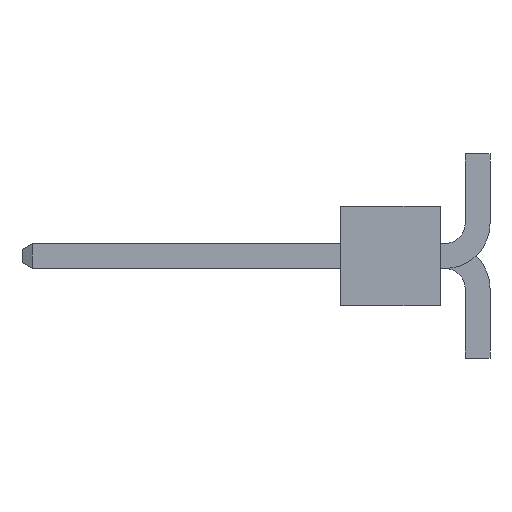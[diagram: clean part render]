
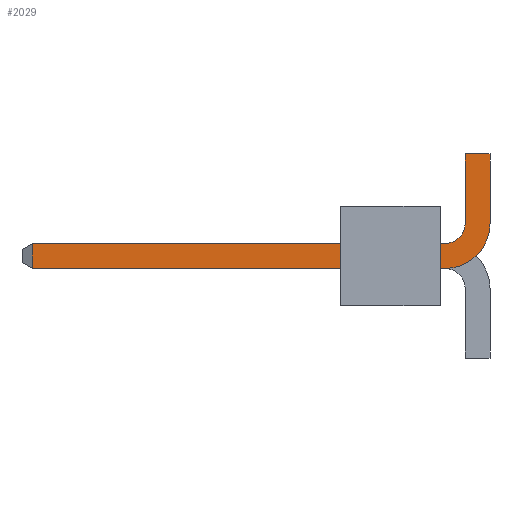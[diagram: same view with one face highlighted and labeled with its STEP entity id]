
A CAD part, left-side view. The second image highlights one B-rep face of the part: STEP entity #2029.
In plain terms, the highlighted planar face has unit normal (-1, 0, 0).
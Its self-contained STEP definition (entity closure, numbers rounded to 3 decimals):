
#14 = VERTEX_POINT ( 'NONE', #4205 ) ;
#15 = LINE ( 'NONE', #1629, #865 ) ;
#58 = CARTESIAN_POINT ( 'NONE',  ( -5.397, 1.143, -0.318 ) ) ;
#94 = CARTESIAN_POINT ( 'NONE',  ( -5.397, 2.667, -0.318 ) ) ;
#155 = ORIENTED_EDGE ( 'NONE', *, *, #1169, .F. ) ;
#205 = EDGE_CURVE ( 'NONE', #656, #517, #4408, .T. ) ;
#233 = LINE ( 'NONE', #3429, #1031 ) ;
#311 = ORIENTED_EDGE ( 'NONE', *, *, #2894, .T. ) ;
#331 = VERTEX_POINT ( 'NONE', #2135 ) ;
#350 = VECTOR ( 'NONE', #796, 1000. ) ;
#414 = VECTOR ( 'NONE', #3003, 1000. ) ;
#427 = CARTESIAN_POINT ( 'NONE',  ( -5.397, 0.635, 2.603 ) ) ;
#441 = VERTEX_POINT ( 'NONE', #4012 ) ;
#465 = LINE ( 'NONE', #1920, #4055 ) ;
#497 = VERTEX_POINT ( 'NONE', #2602 ) ;
#508 = CARTESIAN_POINT ( 'NONE',  ( -5.397, 11.678, 0. ) ) ;
#517 = VERTEX_POINT ( 'NONE', #1856 ) ;
#535 = EDGE_CURVE ( 'NONE', #441, #656, #2862, .T. ) ;
#591 = LINE ( 'NONE', #4380, #1499 ) ;
#593 = VECTOR ( 'NONE', #3549, 1000. ) ;
#595 = ORIENTED_EDGE ( 'NONE', *, *, #205, .F. ) ;
#615 = ORIENTED_EDGE ( 'NONE', *, *, #4198, .T. ) ;
#633 = EDGE_CURVE ( 'NONE', #331, #441, #2142, .T. ) ;
#656 = VERTEX_POINT ( 'NONE', #2087 ) ;
#724 = CARTESIAN_POINT ( 'NONE',  ( -5.397, 0., 0.825 ) ) ;
#750 = LINE ( 'NONE', #3271, #1545 ) ;
#776 = VERTEX_POINT ( 'NONE', #94 ) ;
#778 = EDGE_CURVE ( 'NONE', #4047, #1860, #2518, .T. ) ;
#794 = ORIENTED_EDGE ( 'NONE', *, *, #1577, .F. ) ;
#796 = DIRECTION ( 'NONE',  ( 0., -1., 0. ) ) ;
#865 = VECTOR ( 'NONE', #4121, 1000. ) ;
#897 = DIRECTION ( 'NONE',  ( 0., 0., -1. ) ) ;
#957 = ORIENTED_EDGE ( 'NONE', *, *, #1260, .F. ) ;
#965 = CARTESIAN_POINT ( 'NONE',  ( -5.397, 2.54, -0.318 ) ) ;
#1031 = VECTOR ( 'NONE', #897, 1000. ) ;
#1037 = LINE ( 'NONE', #427, #350 ) ;
#1085 = LINE ( 'NONE', #4537, #2500 ) ;
#1107 = CARTESIAN_POINT ( 'NONE',  ( -5.397, 0., 0. ) ) ;
#1113 = DIRECTION ( 'NONE',  ( 0., 0., 1. ) ) ;
#1156 = ORIENTED_EDGE ( 'NONE', *, *, #1317, .F. ) ;
#1169 = EDGE_CURVE ( 'NONE', #776, #497, #591, .T. ) ;
#1209 = AXIS2_PLACEMENT_3D ( 'NONE', #1107, #3310, #2590 ) ;
#1260 = EDGE_CURVE ( 'NONE', #14, #1788, #1037, .T. ) ;
#1315 = VECTOR ( 'NONE', #2296, 1000. ) ;
#1317 = EDGE_CURVE ( 'NONE', #2710, #1854, #465, .T. ) ;
#1345 = CARTESIAN_POINT ( 'NONE',  ( -5.397, 2.667, 0.368 ) ) ;
#1432 = LINE ( 'NONE', #4117, #1315 ) ;
#1439 = DIRECTION ( 'NONE',  ( 0., 0., -1. ) ) ;
#1485 = ORIENTED_EDGE ( 'NONE', *, *, #633, .F. ) ;
#1495 = EDGE_CURVE ( 'NONE', #4327, #776, #15, .T. ) ;
#1499 = VECTOR ( 'NONE', #3614, 1000. ) ;
#1545 = VECTOR ( 'NONE', #1113, 1000. ) ;
#1577 = EDGE_CURVE ( 'NONE', #3095, #4327, #3689, .T. ) ;
#1629 = CARTESIAN_POINT ( 'NONE',  ( -5.397, 2.667, -0.368 ) ) ;
#1675 = DIRECTION ( 'NONE',  ( 0., 1., 0. ) ) ;
#1699 = EDGE_CURVE ( 'NONE', #1854, #3095, #233, .T. ) ;
#1718 = DIRECTION ( 'NONE',  ( 0., -1., 0. ) ) ;
#1752 = DIRECTION ( 'NONE',  ( 0., 0., -1. ) ) ;
#1788 = VERTEX_POINT ( 'NONE', #2065 ) ;
#1810 = CARTESIAN_POINT ( 'NONE',  ( -5.397, 1.143, 0.825 ) ) ;
#1854 = VERTEX_POINT ( 'NONE', #965 ) ;
#1856 = CARTESIAN_POINT ( 'NONE',  ( -5.397, 1.143, 0.318 ) ) ;
#1860 = VERTEX_POINT ( 'NONE', #2450 ) ;
#1920 = CARTESIAN_POINT ( 'NONE',  ( -5.397, 1.143, -0.318 ) ) ;
#1963 = CARTESIAN_POINT ( 'NONE',  ( -5.397, 2.54, -0.368 ) ) ;
#2029 = ADVANCED_FACE ( 'NONE', ( #3515 ), #2205, .F. ) ;
#2065 = CARTESIAN_POINT ( 'NONE',  ( -5.397, 0., 2.603 ) ) ;
#2087 = CARTESIAN_POINT ( 'NONE',  ( -5.397, 2.54, 0.318 ) ) ;
#2135 = CARTESIAN_POINT ( 'NONE',  ( -5.397, 2.667, 0.368 ) ) ;
#2142 = LINE ( 'NONE', #1345, #593 ) ;
#2145 = VECTOR ( 'NONE', #1718, 1000. ) ;
#2205 = PLANE ( 'NONE',  #1209 ) ;
#2230 = LINE ( 'NONE', #508, #2448 ) ;
#2238 = EDGE_CURVE ( 'NONE', #4092, #14, #1085, .T. ) ;
#2291 = ORIENTED_EDGE ( 'NONE', *, *, #4141, .F. ) ;
#2296 = DIRECTION ( 'NONE',  ( 0., 0., -1. ) ) ;
#2303 = CARTESIAN_POINT ( 'NONE',  ( -5.397, 2.54, 0.368 ) ) ;
#2364 = CARTESIAN_POINT ( 'NONE',  ( -5.397, 2.54, -0.368 ) ) ;
#2427 = CIRCLE ( 'NONE', #3367, 0.508 ) ;
#2448 = VECTOR ( 'NONE', #4482, 1000. ) ;
#2450 = CARTESIAN_POINT ( 'NONE',  ( -5.397, 2.667, 0.318 ) ) ;
#2492 = ORIENTED_EDGE ( 'NONE', *, *, #535, .F. ) ;
#2500 = VECTOR ( 'NONE', #2705, 1000. ) ;
#2518 = LINE ( 'NONE', #3750, #414 ) ;
#2531 = DIRECTION ( 'NONE',  ( -1., 0., 0. ) ) ;
#2590 = DIRECTION ( 'NONE',  ( 0., 0., -1. ) ) ;
#2598 = CIRCLE ( 'NONE', #4452, 1.143 ) ;
#2602 = CARTESIAN_POINT ( 'NONE',  ( -5.397, 11.678, -0.318 ) ) ;
#2681 = VECTOR ( 'NONE', #2979, 1000. ) ;
#2705 = DIRECTION ( 'NONE',  ( 0., 0., 1. ) ) ;
#2710 = VERTEX_POINT ( 'NONE', #58 ) ;
#2862 = LINE ( 'NONE', #2303, #2681 ) ;
#2894 = EDGE_CURVE ( 'NONE', #2710, #3381, #2598, .T. ) ;
#2930 = DIRECTION ( 'NONE',  ( 0., 1., 0. ) ) ;
#2979 = DIRECTION ( 'NONE',  ( 0., 0., -1. ) ) ;
#3003 = DIRECTION ( 'NONE',  ( 0., -1., 0. ) ) ;
#3095 = VERTEX_POINT ( 'NONE', #1963 ) ;
#3213 = ORIENTED_EDGE ( 'NONE', *, *, #1699, .F. ) ;
#3271 = CARTESIAN_POINT ( 'NONE',  ( -5.397, 2.667, -0.368 ) ) ;
#3310 = DIRECTION ( 'NONE',  ( 1., 0., 0. ) ) ;
#3314 = ORIENTED_EDGE ( 'NONE', *, *, #2238, .F. ) ;
#3317 = EDGE_CURVE ( 'NONE', #4092, #517, #2427, .T. ) ;
#3367 = AXIS2_PLACEMENT_3D ( 'NONE', #4356, #3557, #1439 ) ;
#3381 = VERTEX_POINT ( 'NONE', #724 ) ;
#3429 = CARTESIAN_POINT ( 'NONE',  ( -5.397, 2.54, 0.368 ) ) ;
#3493 = EDGE_LOOP ( 'NONE', ( #3612, #615, #155, #3788, #794, #3213, #1156, #311, #4400, #957, #3314, #4373, #595, #2492, #1485, #2291 ) ) ;
#3515 = FACE_OUTER_BOUND ( 'NONE', #3493, .T. ) ;
#3549 = DIRECTION ( 'NONE',  ( 0., -1., 0. ) ) ;
#3557 = DIRECTION ( 'NONE',  ( 1., 0., 0. ) ) ;
#3597 = CARTESIAN_POINT ( 'NONE',  ( -5.397, 11.678, 0.318 ) ) ;
#3612 = ORIENTED_EDGE ( 'NONE', *, *, #778, .F. ) ;
#3614 = DIRECTION ( 'NONE',  ( 0., 1., 0. ) ) ;
#3687 = CARTESIAN_POINT ( 'NONE',  ( -5.397, 2.667, -0.368 ) ) ;
#3689 = LINE ( 'NONE', #2364, #4283 ) ;
#3750 = CARTESIAN_POINT ( 'NONE',  ( -5.397, 11.938, 0.318 ) ) ;
#3788 = ORIENTED_EDGE ( 'NONE', *, *, #1495, .F. ) ;
#4012 = CARTESIAN_POINT ( 'NONE',  ( -5.397, 2.54, 0.368 ) ) ;
#4047 = VERTEX_POINT ( 'NONE', #3597 ) ;
#4055 = VECTOR ( 'NONE', #2930, 1000. ) ;
#4076 = CARTESIAN_POINT ( 'NONE',  ( -5.397, 0.635, 0.825 ) ) ;
#4092 = VERTEX_POINT ( 'NONE', #4076 ) ;
#4117 = CARTESIAN_POINT ( 'NONE',  ( -5.397, 0., 2.603 ) ) ;
#4121 = DIRECTION ( 'NONE',  ( 0., 0., 1. ) ) ;
#4141 = EDGE_CURVE ( 'NONE', #1860, #331, #750, .T. ) ;
#4198 = EDGE_CURVE ( 'NONE', #4047, #497, #2230, .T. ) ;
#4205 = CARTESIAN_POINT ( 'NONE',  ( -5.397, 0.635, 2.603 ) ) ;
#4277 = CARTESIAN_POINT ( 'NONE',  ( -5.397, 11.938, 0.318 ) ) ;
#4283 = VECTOR ( 'NONE', #1675, 1000. ) ;
#4327 = VERTEX_POINT ( 'NONE', #3687 ) ;
#4356 = CARTESIAN_POINT ( 'NONE',  ( -5.397, 1.143, 0.825 ) ) ;
#4373 = ORIENTED_EDGE ( 'NONE', *, *, #3317, .T. ) ;
#4380 = CARTESIAN_POINT ( 'NONE',  ( -5.397, 1.143, -0.318 ) ) ;
#4381 = EDGE_CURVE ( 'NONE', #1788, #3381, #1432, .T. ) ;
#4400 = ORIENTED_EDGE ( 'NONE', *, *, #4381, .F. ) ;
#4408 = LINE ( 'NONE', #4277, #2145 ) ;
#4452 = AXIS2_PLACEMENT_3D ( 'NONE', #1810, #2531, #1752 ) ;
#4482 = DIRECTION ( 'NONE',  ( 0., 0., -1. ) ) ;
#4537 = CARTESIAN_POINT ( 'NONE',  ( -5.397, 0.635, 0.825 ) ) ;
